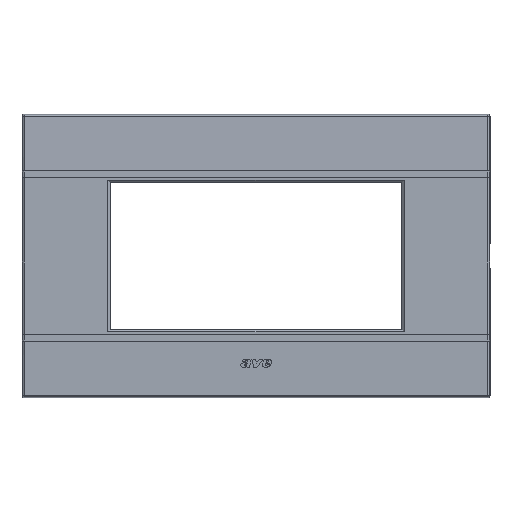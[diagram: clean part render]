
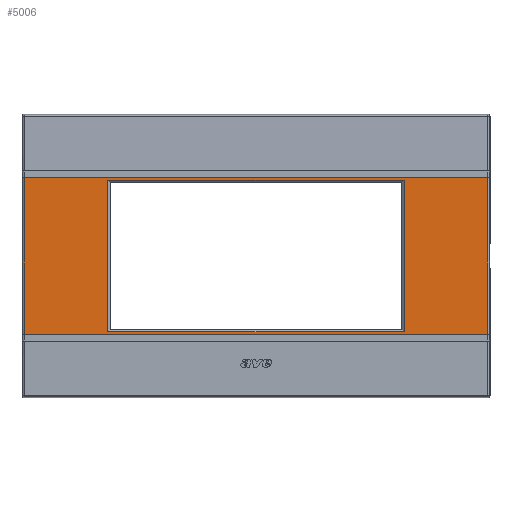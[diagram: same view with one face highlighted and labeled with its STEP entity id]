
A CAD part, top view. The second image highlights one B-rep face of the part: STEP entity #5006.
In plain terms, the highlighted planar face has unit normal (0, 0, 1).
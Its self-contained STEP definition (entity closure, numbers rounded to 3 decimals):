
#4433=CARTESIAN_POINT('Vertex',(-72.013,24.353,5.)) ;
#4436=CARTESIAN_POINT('Line Origine',(36.375,24.353,5.)) ;
#4440=CARTESIAN_POINT('Vertex',(72.013,24.353,5.)) ;
#4535=CARTESIAN_POINT('Line Origine',(72.013,21.75,5.)) ;
#4539=CARTESIAN_POINT('Vertex',(72.013,-24.353,5.)) ;
#4949=CARTESIAN_POINT('Axis2P3D Location',(0.,0.,5.)) ;
#4954=CARTESIAN_POINT('Line Origine',(-72.013,0.,5.)) ;
#4958=CARTESIAN_POINT('Vertex',(-72.013,-24.353,5.)) ;
#4961=CARTESIAN_POINT('Line Origine',(0.,-24.353,5.)) ;
#4972=CARTESIAN_POINT('Line Origine',(46.14,0.,5.)) ;
#4976=CARTESIAN_POINT('Vertex',(46.14,-23.615,5.)) ;
#4978=CARTESIAN_POINT('Vertex',(46.14,23.615,5.)) ;
#4981=CARTESIAN_POINT('Line Origine',(0.,-23.615,5.)) ;
#4985=CARTESIAN_POINT('Vertex',(-46.14,-23.615,5.)) ;
#4988=CARTESIAN_POINT('Line Origine',(-46.14,0.,5.)) ;
#4992=CARTESIAN_POINT('Vertex',(-46.14,23.615,5.)) ;
#4995=CARTESIAN_POINT('Line Origine',(0.,23.615,5.)) ;
#4437=DIRECTION('Vector Direction',(1.,0.,0.)) ;
#4536=DIRECTION('Vector Direction',(0.,-1.,0.)) ;
#4950=DIRECTION('Axis2P3D Direction',(0.,0.,1.)) ;
#4951=DIRECTION('Axis2P3D XDirection',(1.,0.,0.)) ;
#4955=DIRECTION('Vector Direction',(0.,-1.,0.)) ;
#4962=DIRECTION('Vector Direction',(1.,0.,0.)) ;
#4973=DIRECTION('Vector Direction',(0.,1.,0.)) ;
#4982=DIRECTION('Vector Direction',(1.,0.,0.)) ;
#4989=DIRECTION('Vector Direction',(0.,1.,0.)) ;
#4996=DIRECTION('Vector Direction',(1.,0.,0.)) ;
#4952=AXIS2_PLACEMENT_3D('Plane Axis2P3D',#4949,#4950,#4951) ;
#4967=ORIENTED_EDGE('',*,*,#4541,.F.) ;
#4968=ORIENTED_EDGE('',*,*,#4442,.T.) ;
#4969=ORIENTED_EDGE('',*,*,#4960,.T.) ;
#4970=ORIENTED_EDGE('',*,*,#4965,.F.) ;
#5001=ORIENTED_EDGE('',*,*,#4980,.F.) ;
#5002=ORIENTED_EDGE('',*,*,#4987,.T.) ;
#5003=ORIENTED_EDGE('',*,*,#4994,.T.) ;
#5004=ORIENTED_EDGE('',*,*,#4999,.F.) ;
#5005=FACE_BOUND('',#5000,.T.) ;
#4438=VECTOR('Line Direction',#4437,1.) ;
#4537=VECTOR('Line Direction',#4536,1.) ;
#4956=VECTOR('Line Direction',#4955,1.) ;
#4963=VECTOR('Line Direction',#4962,1.) ;
#4974=VECTOR('Line Direction',#4973,1.) ;
#4983=VECTOR('Line Direction',#4982,1.) ;
#4990=VECTOR('Line Direction',#4989,1.) ;
#4997=VECTOR('Line Direction',#4996,1.) ;
#5006=ADVANCED_FACE('PartBody',(#4971,#5005),#4953,.T.) ;
#4442=EDGE_CURVE('',#4441,#4434,#4439,.F.) ;
#4541=EDGE_CURVE('',#4441,#4540,#4538,.T.) ;
#4960=EDGE_CURVE('',#4434,#4959,#4957,.T.) ;
#4965=EDGE_CURVE('',#4540,#4959,#4964,.F.) ;
#4980=EDGE_CURVE('',#4977,#4979,#4975,.T.) ;
#4987=EDGE_CURVE('',#4977,#4986,#4984,.F.) ;
#4994=EDGE_CURVE('',#4986,#4993,#4991,.T.) ;
#4999=EDGE_CURVE('',#4979,#4993,#4998,.F.) ;
#4966=EDGE_LOOP('',(#4967,#4968,#4969,#4970)) ;
#5000=EDGE_LOOP('',(#5001,#5002,#5003,#5004)) ;
#4971=FACE_OUTER_BOUND('',#4966,.T.) ;
#4439=LINE('Line',#4436,#4438) ;
#4538=LINE('Line',#4535,#4537) ;
#4957=LINE('Line',#4954,#4956) ;
#4964=LINE('Line',#4961,#4963) ;
#4975=LINE('Line',#4972,#4974) ;
#4984=LINE('Line',#4981,#4983) ;
#4991=LINE('Line',#4988,#4990) ;
#4998=LINE('Line',#4995,#4997) ;
#4953=PLANE('',#4952) ;
#4434=VERTEX_POINT('',#4433) ;
#4441=VERTEX_POINT('',#4440) ;
#4540=VERTEX_POINT('',#4539) ;
#4959=VERTEX_POINT('',#4958) ;
#4977=VERTEX_POINT('',#4976) ;
#4979=VERTEX_POINT('',#4978) ;
#4986=VERTEX_POINT('',#4985) ;
#4993=VERTEX_POINT('',#4992) ;
